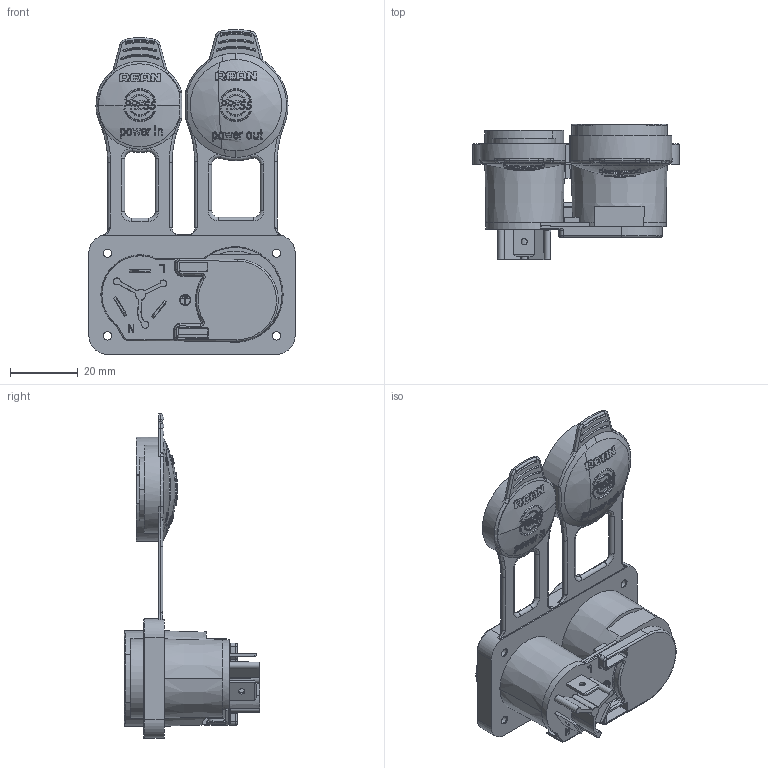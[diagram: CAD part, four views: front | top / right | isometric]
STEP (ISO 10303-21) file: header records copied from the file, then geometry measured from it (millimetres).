
FILE_DESCRIPTION((''),'2;1');
FILE_NAME('369','2024-11-04T15:57:02',('wenqing.huang'),(''),'CREO PARAMETRIC BY PTC INC, 2021184','CREO PARAMETRIC BY PTC INC, 2021184','');
FILE_SCHEMA(('AP242_MANAGED_MODEL_BASED_3D_ENGINEERING_MIM_LF { 1 0 10303 442 1 1 4 }'));
Length unit declared in the file: millimetre
Products named in the file (1): 369
Bounding box: 61 x 40 x 96.05 mm (x, y, z)
Volume: 49821.5 mm3; surface area: 18785.4 mm2
Topology: 1 solids, 1 shells, 1598 faces, 4571 edges, 3015 vertices
Faces by surface type: plane 818, cylinder 242, extrusion 146, cone 142, bspline 110, sphere 76, torus 64
Entity records: 67282 total; most frequent: CARTESIAN_POINT 21384, ORIENTED_EDGE 9072, DIRECTION 8508, EDGE_CURVE 4536, AXIS2_PLACEMENT_3D 3313, VERTEX_POINT 3015, CIRCLE 1956, VECTOR 1882
